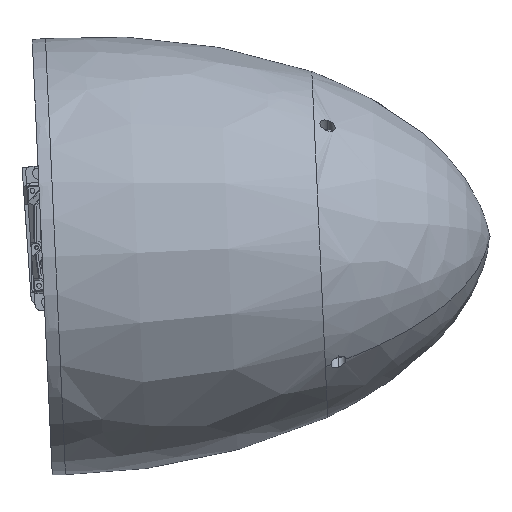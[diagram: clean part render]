
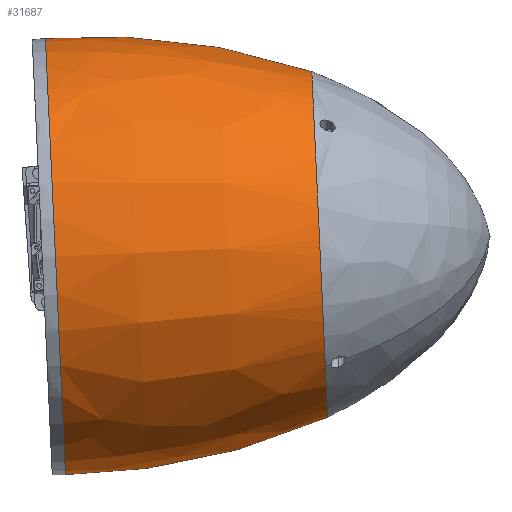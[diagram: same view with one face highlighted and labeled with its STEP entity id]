
A CAD part, left-side view. The second image highlights one B-rep face of the part: STEP entity #31687.
In plain terms, the highlighted free-form (B-spline) face has degree [3, 3] with [4, 4] control points.
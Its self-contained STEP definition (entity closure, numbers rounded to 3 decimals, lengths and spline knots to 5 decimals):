
#38=(
BOUNDED_SURFACE()
B_SPLINE_SURFACE(3,3,((#57165,#57166,#57167,#57168),(#57169,#57170,#57171,
#57172),(#57173,#57174,#57175,#57176),(#57177,#57178,#57179,#57180)),
 .SURF_OF_REVOLUTION.,.F.,.F.,.F.)
B_SPLINE_SURFACE_WITH_KNOTS((4,4),(4,4),(0.00927,0.98806),
(0.,1.),.PIECEWISE_BEZIER_KNOTS.)
GEOMETRIC_REPRESENTATION_ITEM()
RATIONAL_B_SPLINE_SURFACE(((1.,0.333,0.333,1.),
(1.,0.333,0.333,1.),(1.,0.333,0.333,
1.),(1.,0.333,0.333,1.)))
REPRESENTATION_ITEM('')
SURFACE()
);
#595=B_SPLINE_CURVE_WITH_KNOTS('',3,(#46743,#46744,#46745,#46746),
 .UNSPECIFIED.,.F.,.F.,(4,4),(0.,1.),.UNSPECIFIED.);
#596=B_SPLINE_CURVE_WITH_KNOTS('',3,(#46751,#46752,#46753,#46754),
 .UNSPECIFIED.,.F.,.F.,(4,4),(0.,1.),.UNSPECIFIED.);
#1075=B_SPLINE_CURVE_WITH_KNOTS('',3,(#57093,#57094,#57095,#57096,#57097),
 .UNSPECIFIED.,.F.,.F.,(4,1,4),(0.,0.5,1.),.UNSPECIFIED.);
#1080=B_SPLINE_CURVE_WITH_KNOTS('',3,(#57154,#57155,#57156,#57157,#57158,
#57159,#57160,#57161,#57162,#57163,#57164),.UNSPECIFIED.,.F.,.F.,(4,1,1,
1,1,1,1,1,4),(0.,0.125,0.25,0.375,0.5,0.625,0.75,0.875,1.),
 .UNSPECIFIED.);
#15584=ORIENTED_EDGE('',*,*,#16992,.T.);
#15585=ORIENTED_EDGE('',*,*,#20622,.T.);
#15586=ORIENTED_EDGE('',*,*,#16990,.F.);
#15587=ORIENTED_EDGE('',*,*,#20616,.T.);
#15588=ORIENTED_EDGE('',*,*,#20621,.T.);
#16990=EDGE_CURVE('',#21324,#21325,#595,.T.);
#16992=EDGE_CURVE('',#21327,#21326,#596,.F.);
#20616=EDGE_CURVE('',#21324,#23612,#1075,.F.);
#20621=EDGE_CURVE('',#23612,#21327,#1080,.F.);
#20622=EDGE_CURVE('',#21326,#21325,#25369,.T.);
#21324=VERTEX_POINT('',#46747);
#21325=VERTEX_POINT('',#46748);
#21326=VERTEX_POINT('',#46750);
#21327=VERTEX_POINT('',#46755);
#23612=VERTEX_POINT('',#57098);
#25369=CIRCLE('',#35172,0.0825);
#27279=EDGE_LOOP('',(#15584,#15585,#15586,#15587,#15588));
#29237=FACE_BOUND('',#27279,.T.);
#31687=ADVANCED_FACE('',(#29237),#38,.F.);
#35172=AXIS2_PLACEMENT_3D('',#57181,#44460,#44461);
#44460=DIRECTION('',(0.,-0.999,0.046));
#44461=DIRECTION('',(0.,0.046,0.999));
#46743=CARTESIAN_POINT('',(0.,-0.11186,-0.06032));
#46744=CARTESIAN_POINT('',(0.,-0.07921,-0.07538));
#46745=CARTESIAN_POINT('',(0.,-0.04053,-0.0818));
#46746=CARTESIAN_POINT('',(0.,-0.01275,-0.082));
#46747=CARTESIAN_POINT('',(0.,-0.11186,-0.06032));
#46748=CARTESIAN_POINT('',(0.,-0.01275,-0.082));
#46750=CARTESIAN_POINT('',(0.,-0.00516,0.08283));
#46751=CARTESIAN_POINT('',(0.,-0.00516,0.08283));
#46752=CARTESIAN_POINT('',(0.,-0.03283,0.08518));
#46753=CARTESIAN_POINT('',(0.,-0.07194,0.08235));
#46754=CARTESIAN_POINT('',(0.,-0.10584,0.07035));
#46755=CARTESIAN_POINT('',(0.,-0.10584,0.07035));
#57093=CARTESIAN_POINT('',(-0.04625,-0.11098,-0.04118));
#57094=CARTESIAN_POINT('',(-0.04019,-0.11126,-0.04723));
#57095=CARTESIAN_POINT('',(-0.02568,-0.1117,-0.05692));
#57096=CARTESIAN_POINT('',(-0.00856,-0.11186,-0.06032));
#57097=CARTESIAN_POINT('',(0.,-0.11186,-0.06032));
#57098=CARTESIAN_POINT('',(-0.04625,-0.11098,-0.04118));
#57154=CARTESIAN_POINT('',(0.,-0.10584,0.07035));
#57155=CARTESIAN_POINT('',(-0.00642,-0.10584,0.07035));
#57156=CARTESIAN_POINT('',(-0.01926,-0.10593,0.06845));
#57157=CARTESIAN_POINT('',(-0.03687,-0.10631,0.06013));
#57158=CARTESIAN_POINT('',(-0.0513,-0.10691,0.04707));
#57159=CARTESIAN_POINT('',(-0.06131,-0.10768,0.03038));
#57160=CARTESIAN_POINT('',(-0.06604,-0.10855,0.01151));
#57161=CARTESIAN_POINT('',(-0.06508,-0.10944,-0.00792));
#57162=CARTESIAN_POINT('',(-0.05852,-0.11029,-0.02623));
#57163=CARTESIAN_POINT('',(-0.05079,-0.11077,-0.03665));
#57164=CARTESIAN_POINT('',(-0.04625,-0.11098,-0.04118));
#57165=CARTESIAN_POINT('',(0.,-0.11186,-0.06032));
#57166=CARTESIAN_POINT('',(-0.13081,-0.11186,-0.06032));
#57167=CARTESIAN_POINT('',(-0.13081,-0.10584,0.07035));
#57168=CARTESIAN_POINT('',(0.,-0.10584,0.07035));
#57169=CARTESIAN_POINT('',(0.,-0.07921,-0.07538));
#57170=CARTESIAN_POINT('',(-0.1579,-0.07921,-0.07538));
#57171=CARTESIAN_POINT('',(-0.1579,-0.07194,0.08235));
#57172=CARTESIAN_POINT('',(0.,-0.07194,0.08235));
#57173=CARTESIAN_POINT('',(0.,-0.04053,-0.0818));
#57174=CARTESIAN_POINT('',(-0.16716,-0.04053,-0.0818));
#57175=CARTESIAN_POINT('',(-0.16716,-0.03283,0.08518));
#57176=CARTESIAN_POINT('',(0.,-0.03283,0.08518));
#57177=CARTESIAN_POINT('',(0.,-0.01275,-0.082));
#57178=CARTESIAN_POINT('',(-0.165,-0.01275,-0.082));
#57179=CARTESIAN_POINT('',(-0.165,-0.00516,0.08282));
#57180=CARTESIAN_POINT('',(0.,-0.00516,0.08283));
#57181=CARTESIAN_POINT('',(0.,-0.00895,0.00041));
